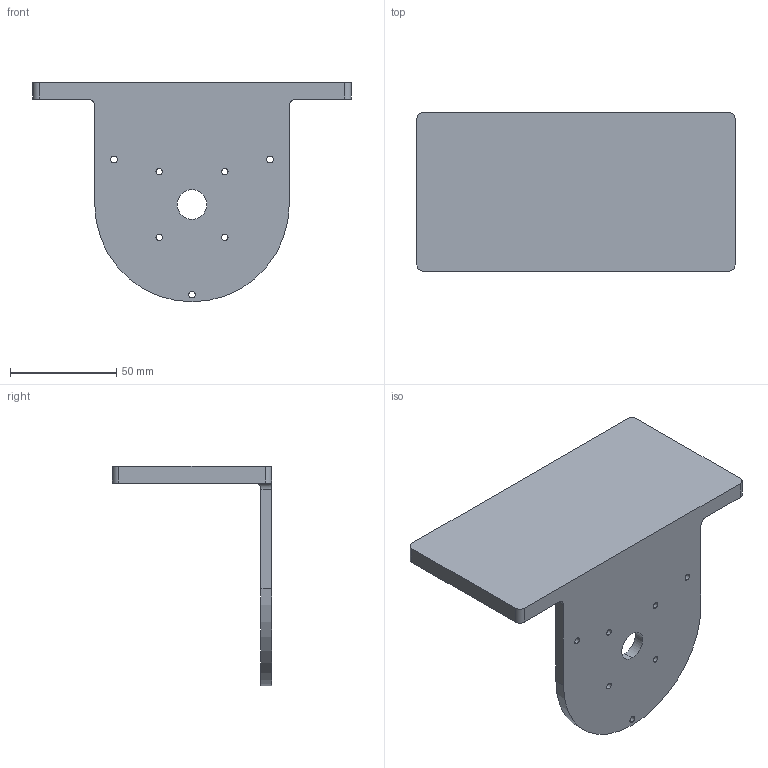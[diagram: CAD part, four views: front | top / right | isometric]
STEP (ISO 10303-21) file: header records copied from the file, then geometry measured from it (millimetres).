
FILE_DESCRIPTION (( 'STEP AP214' ), '1' );
FILE_NAME ('GTST-202 - STEPPER TEST BRACKET.STEP', '2024-02-03T20:50:37', ( '' ), ( '' ), 'SwSTEP 2.0', 'SolidWorks 2023', '' );
FILE_SCHEMA (( 'AUTOMOTIVE_DESIGN' ));
Length unit declared in the file: millimetre
Products named in the file (1): GTST-202 - STEPPER TEST BRACKET
Bounding box: 150 x 75 x 103.56 mm (x, y, z)
Volume: 128415.6 mm3; surface area: 42543.8 mm2
Topology: 1 solids, 1 shells, 34 faces, 94 edges, 62 vertices
Faces by surface type: cylinder 25, plane 9
Entity records: 1163 total; most frequent: DIRECTION 208, CARTESIAN_POINT 197, ORIENTED_EDGE 188, EDGE_CURVE 94, AXIS2_PLACEMENT_3D 81, VERTEX_POINT 62, EDGE_LOOP 50, VECTOR 46
